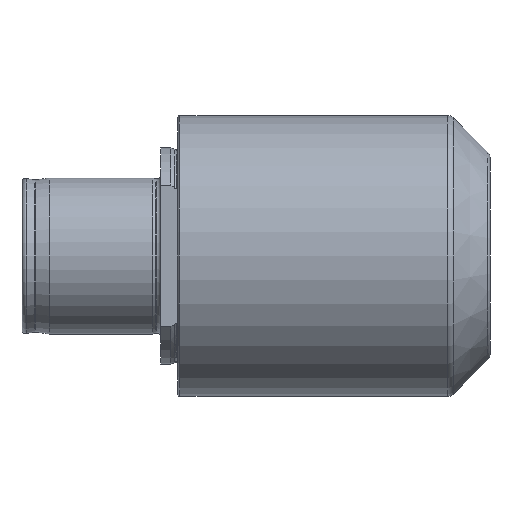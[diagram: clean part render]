
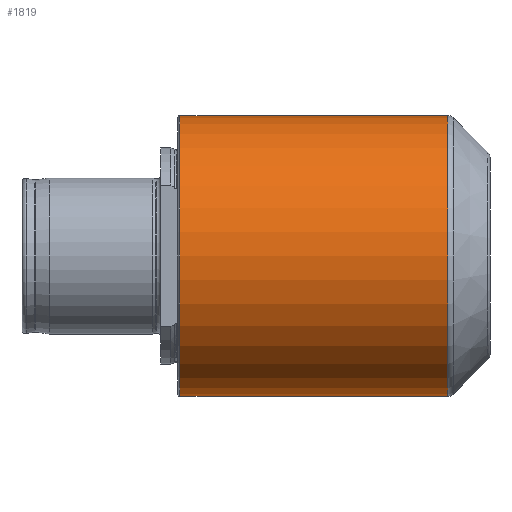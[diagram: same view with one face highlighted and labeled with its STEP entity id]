
A CAD part, front view. The second image highlights one B-rep face of the part: STEP entity #1819.
In plain terms, the highlighted cylindrical face has radius 36 mm (diameter 72 mm), a partial arc.
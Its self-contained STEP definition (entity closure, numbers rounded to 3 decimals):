
#86 = EDGE_CURVE ( 'NONE', #885, #613, #4428, .T. ) ;
#125 = AXIS2_PLACEMENT_3D ( 'NONE', #4014, #1120, #1482 ) ;
#442 = CARTESIAN_POINT ( 'NONE',  ( 109.172, 0., 36. ) ) ;
#456 = DIRECTION ( 'NONE',  ( -1., 0., 0. ) ) ;
#568 = CIRCLE ( 'NONE', #4239, 36. ) ;
#605 = CARTESIAN_POINT ( 'NONE',  ( 0., 0., -36. ) ) ;
#613 = VERTEX_POINT ( 'NONE', #442 ) ;
#653 = EDGE_CURVE ( 'NONE', #613, #2286, #685, .T. ) ;
#669 = EDGE_CURVE ( 'NONE', #690, #2286, #568, .T. ) ;
#685 = LINE ( 'NONE', #3579, #4289 ) ;
#690 = VERTEX_POINT ( 'NONE', #1878 ) ;
#856 = EDGE_LOOP ( 'NONE', ( #1855, #2164, #2076, #3950 ) ) ;
#885 = VERTEX_POINT ( 'NONE', #1972 ) ;
#1118 = VECTOR ( 'NONE', #2755, 1000. ) ;
#1120 = DIRECTION ( 'NONE',  ( -1., 0., 0. ) ) ;
#1482 = DIRECTION ( 'NONE',  ( 0., 0., 1. ) ) ;
#1777 = CYLINDRICAL_SURFACE ( 'NONE', #125, 36. ) ;
#1819 = ADVANCED_FACE ( 'NONE', ( #4425 ), #1777, .T. ) ;
#1855 = ORIENTED_EDGE ( 'NONE', *, *, #2469, .F. ) ;
#1878 = CARTESIAN_POINT ( 'NONE',  ( 40.5, 0., -36. ) ) ;
#1972 = CARTESIAN_POINT ( 'NONE',  ( 109.172, 0., -36. ) ) ;
#2076 = ORIENTED_EDGE ( 'NONE', *, *, #653, .T. ) ;
#2090 = LINE ( 'NONE', #605, #1118 ) ;
#2164 = ORIENTED_EDGE ( 'NONE', *, *, #86, .T. ) ;
#2286 = VERTEX_POINT ( 'NONE', #3403 ) ;
#2439 = DIRECTION ( 'NONE',  ( -1., 0., 0. ) ) ;
#2469 = EDGE_CURVE ( 'NONE', #885, #690, #2090, .T. ) ;
#2607 = CARTESIAN_POINT ( 'NONE',  ( 40.5, 0., 0. ) ) ;
#2755 = DIRECTION ( 'NONE',  ( -1., 0., 0. ) ) ;
#2975 = DIRECTION ( 'NONE',  ( 0., 0., 1. ) ) ;
#3403 = CARTESIAN_POINT ( 'NONE',  ( 40.5, 0., 36. ) ) ;
#3531 = DIRECTION ( 'NONE',  ( 0., 0., 1. ) ) ;
#3579 = CARTESIAN_POINT ( 'NONE',  ( 0., 0., 36. ) ) ;
#3635 = AXIS2_PLACEMENT_3D ( 'NONE', #4581, #2439, #3531 ) ;
#3688 = DIRECTION ( 'NONE',  ( -1., 0., 0. ) ) ;
#3950 = ORIENTED_EDGE ( 'NONE', *, *, #669, .F. ) ;
#4014 = CARTESIAN_POINT ( 'NONE',  ( 0., 0., 0. ) ) ;
#4239 = AXIS2_PLACEMENT_3D ( 'NONE', #2607, #456, #2975 ) ;
#4289 = VECTOR ( 'NONE', #3688, 1000. ) ;
#4425 = FACE_OUTER_BOUND ( 'NONE', #856, .T. ) ;
#4428 = CIRCLE ( 'NONE', #3635, 36. ) ;
#4581 = CARTESIAN_POINT ( 'NONE',  ( 109.172, 0., 0. ) ) ;
